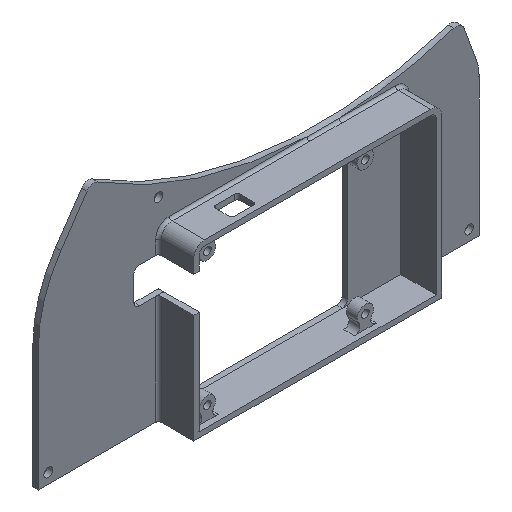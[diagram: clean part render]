
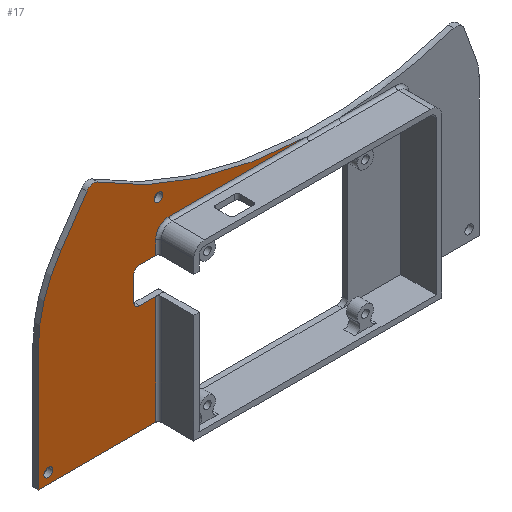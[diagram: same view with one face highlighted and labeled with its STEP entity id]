
A CAD part, isometric view. The second image highlights one B-rep face of the part: STEP entity #17.
In plain terms, the highlighted planar face has unit normal (0, -1, 0).
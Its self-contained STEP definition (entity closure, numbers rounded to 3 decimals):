
#17 = ADVANCED_FACE('',(#18,#146,#157),#168,.F.);
#18 = FACE_BOUND('',#19,.F.);
#19 = EDGE_LOOP('',(#20,#30,#38,#47,#55,#64,#73,#81,#90,#98,#106,#115,
    #123,#132,#140));
#20 = ORIENTED_EDGE('',*,*,#21,.F.);
#21 = EDGE_CURVE('',#22,#24,#26,.T.);
#22 = VERTEX_POINT('',#23);
#23 = CARTESIAN_POINT('',(-104.571,-39.,-217.));
#24 = VERTEX_POINT('',#25);
#25 = CARTESIAN_POINT('',(-61.5,-39.,-217.));
#26 = LINE('',#27,#28);
#27 = CARTESIAN_POINT('',(-104.571,-39.,-217.));
#28 = VECTOR('',#29,1.);
#29 = DIRECTION('',(1.,0.,0.));
#30 = ORIENTED_EDGE('',*,*,#31,.T.);
#31 = EDGE_CURVE('',#22,#32,#34,.T.);
#32 = VERTEX_POINT('',#33);
#33 = CARTESIAN_POINT('',(-104.571,-39.,-171.953));
#34 = LINE('',#35,#36);
#35 = CARTESIAN_POINT('',(-104.571,-39.,-217.));
#36 = VECTOR('',#37,1.);
#37 = DIRECTION('',(0.,0.,1.));
#38 = ORIENTED_EDGE('',*,*,#39,.T.);
#39 = EDGE_CURVE('',#32,#40,#42,.T.);
#40 = VERTEX_POINT('',#41);
#41 = CARTESIAN_POINT('',(-96.254,-39.,-144.979));
#42 = CIRCLE('',#43,47.9);
#43 = AXIS2_PLACEMENT_3D('',#44,#45,#46);
#44 = CARTESIAN_POINT('',(-56.671,-39.,-171.953));
#45 = DIRECTION('',(0.,1.,0.));
#46 = DIRECTION('',(1.,0.,0.));
#47 = ORIENTED_EDGE('',*,*,#48,.T.);
#48 = EDGE_CURVE('',#40,#49,#51,.T.);
#49 = VERTEX_POINT('',#50);
#50 = CARTESIAN_POINT('',(-86.693,-39.,-130.949));
#51 = LINE('',#52,#53);
#52 = CARTESIAN_POINT('',(-96.254,-39.,-144.979));
#53 = VECTOR('',#54,1.);
#54 = DIRECTION('',(0.563,0.,0.826));
#55 = ORIENTED_EDGE('',*,*,#56,.T.);
#56 = EDGE_CURVE('',#49,#57,#59,.T.);
#57 = VERTEX_POINT('',#58);
#58 = CARTESIAN_POINT('',(-82.606,-39.,-130.106));
#59 = CIRCLE('',#60,3.);
#60 = AXIS2_PLACEMENT_3D('',#61,#62,#63);
#61 = CARTESIAN_POINT('',(-84.214,-39.,-132.638));
#62 = DIRECTION('',(0.,1.,0.));
#63 = DIRECTION('',(0.,0.,1.));
#64 = ORIENTED_EDGE('',*,*,#65,.F.);
#65 = EDGE_CURVE('',#66,#57,#68,.T.);
#66 = VERTEX_POINT('',#67);
#67 = CARTESIAN_POINT('',(-5.935,-39.,-154.));
#68 = CIRCLE('',#69,154.114);
#69 = AXIS2_PLACEMENT_3D('',#70,#71,#72);
#70 = CARTESIAN_POINT('',(0.,-39.,0.));
#71 = DIRECTION('',(0.,1.,0.));
#72 = DIRECTION('',(1.,0.,0.));
#73 = ORIENTED_EDGE('',*,*,#74,.T.);
#74 = EDGE_CURVE('',#66,#75,#77,.T.);
#75 = VERTEX_POINT('',#76);
#76 = CARTESIAN_POINT('',(-56.5,-39.,-154.));
#77 = LINE('',#78,#79);
#78 = CARTESIAN_POINT('',(26.5,-39.,-154.));
#79 = VECTOR('',#80,1.);
#80 = DIRECTION('',(-1.,0.,-0.));
#81 = ORIENTED_EDGE('',*,*,#82,.T.);
#82 = EDGE_CURVE('',#75,#83,#85,.T.);
#83 = VERTEX_POINT('',#84);
#84 = CARTESIAN_POINT('',(-61.5,-39.,-159.));
#85 = CIRCLE('',#86,5.);
#86 = AXIS2_PLACEMENT_3D('',#87,#88,#89);
#87 = CARTESIAN_POINT('',(-56.5,-39.,-159.));
#88 = DIRECTION('',(0.,-1.,0.));
#89 = DIRECTION('',(0.,0.,1.));
#90 = ORIENTED_EDGE('',*,*,#91,.T.);
#91 = EDGE_CURVE('',#83,#92,#94,.T.);
#92 = VERTEX_POINT('',#93);
#93 = CARTESIAN_POINT('',(-61.5,-39.,-164.));
#94 = LINE('',#95,#96);
#95 = CARTESIAN_POINT('',(-61.5,-39.,-159.));
#96 = VECTOR('',#97,1.);
#97 = DIRECTION('',(0.,0.,-1.));
#98 = ORIENTED_EDGE('',*,*,#99,.T.);
#99 = EDGE_CURVE('',#92,#100,#102,.T.);
#100 = VERTEX_POINT('',#101);
#101 = CARTESIAN_POINT('',(-67.5,-39.,-164.));
#102 = LINE('',#103,#104);
#103 = CARTESIAN_POINT('',(-41.771,-39.,-164.));
#104 = VECTOR('',#105,1.);
#105 = DIRECTION('',(-1.,0.,-0.));
#106 = ORIENTED_EDGE('',*,*,#107,.F.);
#107 = EDGE_CURVE('',#108,#100,#110,.T.);
#108 = VERTEX_POINT('',#109);
#109 = CARTESIAN_POINT('',(-69.5,-39.,-166.));
#110 = CIRCLE('',#111,2.);
#111 = AXIS2_PLACEMENT_3D('',#112,#113,#114);
#112 = CARTESIAN_POINT('',(-67.5,-39.,-166.));
#113 = DIRECTION('',(0.,1.,0.));
#114 = DIRECTION('',(1.,0.,0.));
#115 = ORIENTED_EDGE('',*,*,#116,.T.);
#116 = EDGE_CURVE('',#108,#117,#119,.T.);
#117 = VERTEX_POINT('',#118);
#118 = CARTESIAN_POINT('',(-69.5,-39.,-175.));
#119 = LINE('',#120,#121);
#120 = CARTESIAN_POINT('',(-69.5,-39.,-173.504));
#121 = VECTOR('',#122,1.);
#122 = DIRECTION('',(0.,0.,-1.));
#123 = ORIENTED_EDGE('',*,*,#124,.F.);
#124 = EDGE_CURVE('',#125,#117,#127,.T.);
#125 = VERTEX_POINT('',#126);
#126 = CARTESIAN_POINT('',(-67.5,-39.,-177.));
#127 = CIRCLE('',#128,2.);
#128 = AXIS2_PLACEMENT_3D('',#129,#130,#131);
#129 = CARTESIAN_POINT('',(-67.5,-39.,-175.));
#130 = DIRECTION('',(0.,1.,0.));
#131 = DIRECTION('',(1.,0.,0.));
#132 = ORIENTED_EDGE('',*,*,#133,.T.);
#133 = EDGE_CURVE('',#125,#134,#136,.T.);
#134 = VERTEX_POINT('',#135);
#135 = CARTESIAN_POINT('',(-61.5,-39.,-177.));
#136 = LINE('',#137,#138);
#137 = CARTESIAN_POINT('',(-46.271,-39.,-177.));
#138 = VECTOR('',#139,1.);
#139 = DIRECTION('',(1.,0.,0.));
#140 = ORIENTED_EDGE('',*,*,#141,.T.);
#141 = EDGE_CURVE('',#134,#24,#142,.T.);
#142 = LINE('',#143,#144);
#143 = CARTESIAN_POINT('',(-61.5,-39.,-177.));
#144 = VECTOR('',#145,1.);
#145 = DIRECTION('',(0.,0.,-1.));
#146 = FACE_BOUND('',#147,.F.);
#147 = EDGE_LOOP('',(#148));
#148 = ORIENTED_EDGE('',*,*,#149,.T.);
#149 = EDGE_CURVE('',#150,#150,#152,.T.);
#150 = VERTEX_POINT('',#151);
#151 = CARTESIAN_POINT('',(-62.064,-39.,-145.973));
#152 = CIRCLE('',#153,1.6);
#153 = AXIS2_PLACEMENT_3D('',#154,#155,#156);
#154 = CARTESIAN_POINT('',(-60.464,-39.,-145.973));
#155 = DIRECTION('',(-0.,-1.,0.));
#156 = DIRECTION('',(-1.,0.,-0.));
#157 = FACE_BOUND('',#158,.F.);
#158 = EDGE_LOOP('',(#159));
#159 = ORIENTED_EDGE('',*,*,#160,.T.);
#160 = EDGE_CURVE('',#161,#161,#163,.T.);
#161 = VERTEX_POINT('',#162);
#162 = CARTESIAN_POINT('',(-102.521,-39.,-213.25));
#163 = CIRCLE('',#164,1.6);
#164 = AXIS2_PLACEMENT_3D('',#165,#166,#167);
#165 = CARTESIAN_POINT('',(-100.921,-39.,-213.25));
#166 = DIRECTION('',(-0.,-1.,0.));
#167 = DIRECTION('',(-1.,0.,-0.));
#168 = PLANE('',#169);
#169 = AXIS2_PLACEMENT_3D('',#170,#171,#172);
#170 = CARTESIAN_POINT('',(-25.042,-39.,-181.007));
#171 = DIRECTION('',(0.,1.,0.));
#172 = DIRECTION('',(1.,0.,0.));
